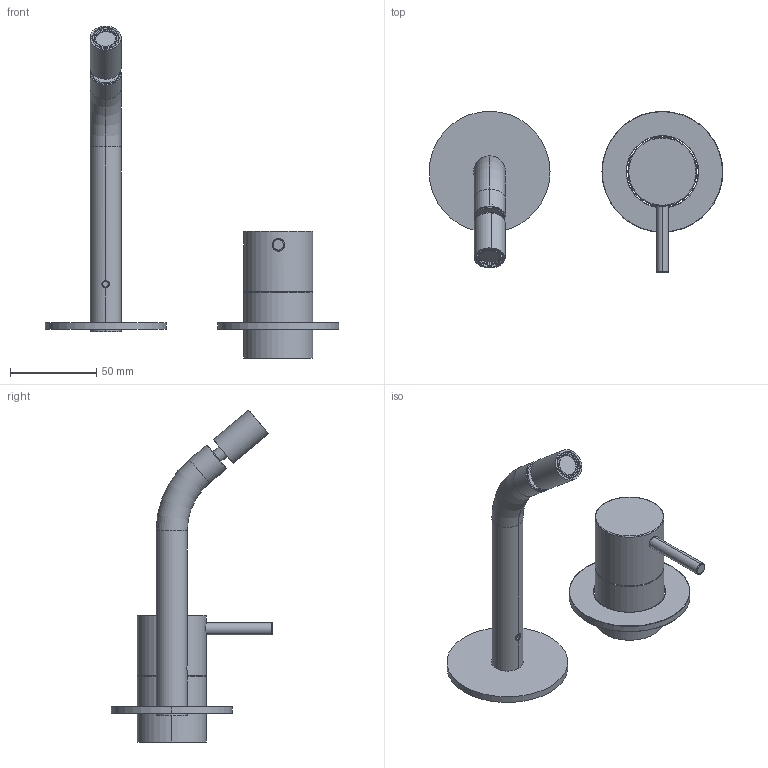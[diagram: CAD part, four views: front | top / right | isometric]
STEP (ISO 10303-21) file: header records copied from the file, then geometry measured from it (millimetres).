
FILE_DESCRIPTION (( 'STEP AP214' ), '1' );
FILE_NAME ('C35.0013 3D.STEP', '2023-01-19T13:58:38', ( '' ), ( '' ), 'SwSTEP 2.0', 'SolidWorks 2022', '' );
FILE_SCHEMA (( 'AUTOMOTIVE_DESIGN' ));
Length unit declared in the file: millimetre
Products named in the file (11): 011101102300.STEP; 0001-POMULO__7x40MM_000000000000.STEP; C35.0013 3D; 0001-CASQUILHO__40x38MM_000000000000.STEP; 0001-BICA_CURVA_LAVAT_RIO_ENCASTRAR__18x2MMX150_000000000000.STEP; 0001-EMBELEZADOR__37x10MM_000000000000.STEP; C35.0013.STEP; 0001-ROTULA_BID__M16x1_000000000000.STEP; 0001-MANIPULO__40x35MM_QUADRA_000000000000.STEP; 0001-ESPELHO__70_CORPO_CARTUCHO__35_000000000000.STEP; 0001-ESPELHO__70_BICA__18MM_000000000000.STEP
Assembly tree (10 placements, depth 3):
  C35.0013 3D
    C35.0013.STEP
      0001-CASQUILHO__40x38MM_000000000000.STEP
      0001-EMBELEZADOR__37x10MM_000000000000.STEP
      0001-MANIPULO__40x35MM_QUADRA_000000000000.STEP
      0001-POMULO__7x40MM_000000000000.STEP
      0001-ESPELHO__70_BICA__18MM_000000000000.STEP
      0001-ESPELHO__70_CORPO_CARTUCHO__35_000000000000.STEP
      0001-BICA_CURVA_LAVAT_RIO_ENCASTRAR__18x2MMX150_000000000000.STEP
      0001-ROTULA_BID__M16x1_000000000000.STEP
      011101102300.STEP
Bounding box: 170 x 93.5 x 192.15 mm (x, y, z)
Volume: 66660 mm3; surface area: 61876.9 mm2
Topology: 9 solids, 9 shells, 253 faces, 558 edges, 336 vertices
Faces by surface type: plane 90, cylinder 81, cone 62, torus 18, bspline 2
Entity records: 9041 total; most frequent: CARTESIAN_POINT 2865, DIRECTION 1322, ORIENTED_EDGE 1108, EDGE_CURVE 554, AXIS2_PLACEMENT_3D 537, VERTEX_POINT 336, EDGE_LOOP 286, CIRCLE 272
